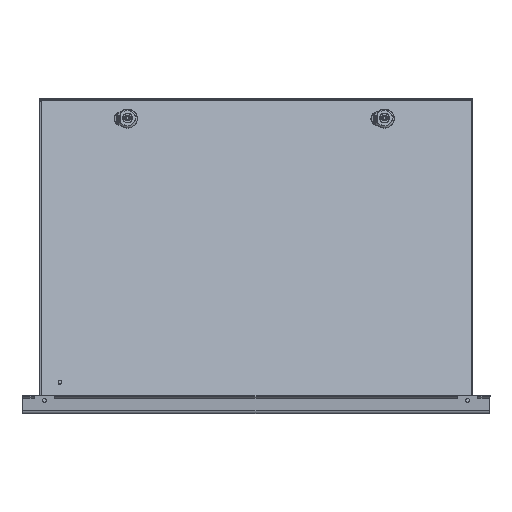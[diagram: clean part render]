
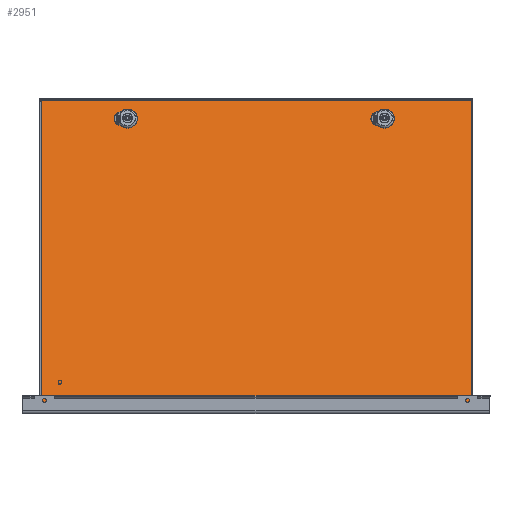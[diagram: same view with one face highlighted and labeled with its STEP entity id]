
A CAD part, left-side view. The second image highlights one B-rep face of the part: STEP entity #2951.
In plain terms, the highlighted face is planar.
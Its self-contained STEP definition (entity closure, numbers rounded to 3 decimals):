
#1926=B_SPLINE_CURVE_WITH_KNOTS('',1,(#23188,#23189),.UNSPECIFIED.,.F.,
 .F.,(2,2),(0.,1.),.UNSPECIFIED.);
#2282=PLANE('',#11897);
#2405=FACE_BOUND('',#4279,.T.);
#2406=FACE_BOUND('',#4280,.T.);
#2407=FACE_BOUND('',#4281,.T.);
#2951=ADVANCED_FACE('F36',(#2405,#2406,#2407),#2282,.T.);
#4279=EDGE_LOOP('',(#7285,#7286,#7287,#7288,#7289,#7290,#7291,#7292));
#4280=EDGE_LOOP('',(#7293,#7294,#7295,#7296,#7297,#7298,#7299,#7300));
#4281=EDGE_LOOP('',(#7301,#7302,#7303,#7304,#7305,#7306,#7307,#7308));
#4617=CIRCLE('',#11790,11.25);
#4619=CIRCLE('',#11794,11.25);
#4621=CIRCLE('',#11798,11.25);
#4623=CIRCLE('',#11802,11.25);
#4625=CIRCLE('',#11806,11.25);
#4627=CIRCLE('',#11810,11.25);
#4629=CIRCLE('',#11814,11.25);
#4631=CIRCLE('',#11818,11.25);
#7285=ORIENTED_EDGE('',*,*,#9578,.T.);
#7286=ORIENTED_EDGE('',*,*,#9575,.F.);
#7287=ORIENTED_EDGE('',*,*,#9572,.F.);
#7288=ORIENTED_EDGE('',*,*,#9509,.F.);
#7289=ORIENTED_EDGE('',*,*,#9458,.T.);
#7290=ORIENTED_EDGE('',*,*,#9579,.T.);
#7291=ORIENTED_EDGE('',*,*,#9580,.F.);
#7292=ORIENTED_EDGE('',*,*,#9581,.T.);
#7293=ORIENTED_EDGE('',*,*,#9456,.T.);
#7294=ORIENTED_EDGE('',*,*,#9453,.T.);
#7295=ORIENTED_EDGE('',*,*,#9450,.T.);
#7296=ORIENTED_EDGE('',*,*,#9447,.T.);
#7297=ORIENTED_EDGE('',*,*,#9444,.T.);
#7298=ORIENTED_EDGE('',*,*,#9441,.T.);
#7299=ORIENTED_EDGE('',*,*,#9438,.T.);
#7300=ORIENTED_EDGE('',*,*,#9435,.T.);
#7301=ORIENTED_EDGE('',*,*,#9432,.T.);
#7302=ORIENTED_EDGE('',*,*,#9429,.T.);
#7303=ORIENTED_EDGE('',*,*,#9426,.T.);
#7304=ORIENTED_EDGE('',*,*,#9423,.T.);
#7305=ORIENTED_EDGE('',*,*,#9420,.T.);
#7306=ORIENTED_EDGE('',*,*,#9417,.T.);
#7307=ORIENTED_EDGE('',*,*,#9414,.T.);
#7308=ORIENTED_EDGE('',*,*,#9411,.T.);
#8128=VERTEX_POINT('',#23092);
#8130=VERTEX_POINT('',#23095);
#8132=VERTEX_POINT('',#23101);
#8134=VERTEX_POINT('',#23107);
#8136=VERTEX_POINT('',#23113);
#8138=VERTEX_POINT('',#23119);
#8140=VERTEX_POINT('',#23125);
#8142=VERTEX_POINT('',#23131);
#8144=VERTEX_POINT('',#23140);
#8146=VERTEX_POINT('',#23143);
#8148=VERTEX_POINT('',#23149);
#8150=VERTEX_POINT('',#23155);
#8152=VERTEX_POINT('',#23161);
#8154=VERTEX_POINT('',#23167);
#8156=VERTEX_POINT('',#23173);
#8158=VERTEX_POINT('',#23179);
#8160=VERTEX_POINT('',#23190);
#8161=VERTEX_POINT('',#23191);
#8191=VERTEX_POINT('',#23342);
#8227=VERTEX_POINT('',#23472);
#8228=VERTEX_POINT('',#23478);
#8229=VERTEX_POINT('',#23482);
#8230=VERTEX_POINT('',#23486);
#8231=VERTEX_POINT('',#23488);
#9411=EDGE_CURVE('E180',#8130,#8128,#10183,.T.);
#9414=EDGE_CURVE('E179',#8132,#8130,#4617,.T.);
#9417=EDGE_CURVE('E178',#8134,#8132,#10187,.T.);
#9420=EDGE_CURVE('E177',#8136,#8134,#4619,.T.);
#9423=EDGE_CURVE('E176',#8138,#8136,#10191,.T.);
#9426=EDGE_CURVE('E175',#8140,#8138,#4621,.T.);
#9429=EDGE_CURVE('E174',#8142,#8140,#10195,.T.);
#9432=EDGE_CURVE('E173',#8128,#8142,#4623,.T.);
#9435=EDGE_CURVE('E172',#8146,#8144,#10199,.T.);
#9438=EDGE_CURVE('E171',#8148,#8146,#4625,.T.);
#9441=EDGE_CURVE('E170',#8150,#8148,#10203,.T.);
#9444=EDGE_CURVE('E169',#8152,#8150,#4627,.T.);
#9447=EDGE_CURVE('E168',#8154,#8152,#10207,.T.);
#9450=EDGE_CURVE('E167',#8156,#8154,#4629,.T.);
#9453=EDGE_CURVE('E166',#8158,#8156,#10211,.T.);
#9456=EDGE_CURVE('E165',#8144,#8158,#4631,.T.);
#9458=EDGE_CURVE('E162',#8160,#8161,#1926,.T.);
#9509=EDGE_CURVE('E106',#8160,#8191,#10238,.T.);
#9572=EDGE_CURVE('E116',#8191,#8227,#10286,.T.);
#9575=EDGE_CURVE('E102',#8227,#8228,#10288,.T.);
#9578=EDGE_CURVE('E161',#8229,#8228,#10290,.T.);
#9579=EDGE_CURVE('E163',#8161,#8230,#10291,.T.);
#9580=EDGE_CURVE('E124',#8231,#8230,#10292,.T.);
#9581=EDGE_CURVE('E164',#8231,#8229,#10293,.T.);
#10183=LINE('',#23094,#10881);
#10187=LINE('',#23106,#10885);
#10191=LINE('',#23118,#10889);
#10195=LINE('',#23130,#10893);
#10199=LINE('',#23142,#10897);
#10203=LINE('',#23154,#10901);
#10207=LINE('',#23166,#10905);
#10211=LINE('',#23178,#10909);
#10238=LINE('',#23345,#10936);
#10286=LINE('',#23471,#10984);
#10288=LINE('',#23477,#10986);
#10290=LINE('',#23483,#10988);
#10291=LINE('',#23485,#10989);
#10292=LINE('',#23487,#10990);
#10293=LINE('',#23489,#10991);
#10881=VECTOR('',#14058,1.);
#10885=VECTOR('',#14070,1.);
#10889=VECTOR('',#14082,1.);
#10893=VECTOR('',#14094,1.);
#10897=VECTOR('',#14106,1.);
#10901=VECTOR('',#14118,1.);
#10905=VECTOR('',#14130,1.);
#10909=VECTOR('',#14142,1.);
#10936=VECTOR('',#14239,1.);
#10984=VECTOR('',#14365,1.);
#10986=VECTOR('',#14373,1.);
#10988=VECTOR('',#14379,1.);
#10989=VECTOR('',#14382,1.);
#10990=VECTOR('',#14383,1.);
#10991=VECTOR('',#14384,1.);
#11790=AXIS2_PLACEMENT_3D('',#23100,#14063,#14064);
#11794=AXIS2_PLACEMENT_3D('',#23112,#14075,#14076);
#11798=AXIS2_PLACEMENT_3D('',#23124,#14087,#14088);
#11802=AXIS2_PLACEMENT_3D('',#23136,#14099,#14100);
#11806=AXIS2_PLACEMENT_3D('',#23148,#14111,#14112);
#11810=AXIS2_PLACEMENT_3D('',#23160,#14123,#14124);
#11814=AXIS2_PLACEMENT_3D('',#23172,#14135,#14136);
#11818=AXIS2_PLACEMENT_3D('',#23184,#14147,#14148);
#11897=AXIS2_PLACEMENT_3D('',#23490,#14385,#14386);
#14058=DIRECTION('',(-1.,0.,0.));
#14063=DIRECTION('',(0.,0.,-1.));
#14064=DIRECTION('',(-1.,0.,0.));
#14070=DIRECTION('',(0.,-1.,0.));
#14075=DIRECTION('',(0.,0.,-1.));
#14076=DIRECTION('',(-1.,0.,0.));
#14082=DIRECTION('',(1.,0.,0.));
#14087=DIRECTION('',(0.,0.,-1.));
#14088=DIRECTION('',(-1.,0.,0.));
#14094=DIRECTION('',(0.,1.,0.));
#14099=DIRECTION('',(0.,0.,-1.));
#14100=DIRECTION('',(-1.,0.,0.));
#14106=DIRECTION('',(0.,1.,0.));
#14111=DIRECTION('',(0.,0.,-1.));
#14112=DIRECTION('',(-1.,0.,0.));
#14118=DIRECTION('',(-1.,0.,0.));
#14123=DIRECTION('',(0.,0.,-1.));
#14124=DIRECTION('',(-1.,0.,0.));
#14130=DIRECTION('',(0.,-1.,0.));
#14135=DIRECTION('',(0.,0.,-1.));
#14136=DIRECTION('',(-1.,0.,0.));
#14142=DIRECTION('',(1.,0.,0.));
#14147=DIRECTION('',(0.,0.,-1.));
#14148=DIRECTION('',(-1.,0.,0.));
#14239=DIRECTION('',(0.,-1.,0.));
#14365=DIRECTION('',(-1.,0.,0.));
#14373=DIRECTION('',(0.,1.,0.));
#14379=DIRECTION('',(1.,0.,0.));
#14382=DIRECTION('',(0.,1.,0.));
#14383=DIRECTION('',(1.,0.,0.));
#14384=DIRECTION('',(0.,-1.,0.));
#14385=DIRECTION('',(0.,0.,1.));
#14386=DIRECTION('',(1.,0.,0.));
#23092=CARTESIAN_POINT('',(676.22,-929.528,-23.749));
#23094=CARTESIAN_POINT('',(681.225,-929.528,-23.749));
#23095=CARTESIAN_POINT('',(686.231,-929.528,-23.749));
#23100=CARTESIAN_POINT('',(681.225,-919.453,-23.749));
#23101=CARTESIAN_POINT('',(691.375,-924.305,-23.749));
#23106=CARTESIAN_POINT('',(691.375,-919.453,-23.749));
#23107=CARTESIAN_POINT('',(691.375,-914.601,-23.749));
#23112=CARTESIAN_POINT('',(681.225,-919.453,-23.749));
#23113=CARTESIAN_POINT('',(686.231,-909.378,-23.749));
#23118=CARTESIAN_POINT('',(681.225,-909.378,-23.749));
#23119=CARTESIAN_POINT('',(676.22,-909.378,-23.749));
#23124=CARTESIAN_POINT('',(681.225,-919.453,-23.749));
#23125=CARTESIAN_POINT('',(671.025,-914.707,-23.749));
#23130=CARTESIAN_POINT('',(671.025,-919.453,-23.749));
#23131=CARTESIAN_POINT('',(671.025,-924.199,-23.749));
#23136=CARTESIAN_POINT('',(681.225,-919.453,-23.749));
#23140=CARTESIAN_POINT('',(234.025,-914.707,-23.749));
#23142=CARTESIAN_POINT('',(234.025,-919.453,-23.749));
#23143=CARTESIAN_POINT('',(234.025,-924.199,-23.749));
#23148=CARTESIAN_POINT('',(244.225,-919.453,-23.749));
#23149=CARTESIAN_POINT('',(239.22,-929.528,-23.749));
#23154=CARTESIAN_POINT('',(244.225,-929.528,-23.749));
#23155=CARTESIAN_POINT('',(249.231,-929.528,-23.749));
#23160=CARTESIAN_POINT('',(244.225,-919.453,-23.749));
#23161=CARTESIAN_POINT('',(254.375,-924.305,-23.749));
#23166=CARTESIAN_POINT('',(254.375,-919.453,-23.749));
#23167=CARTESIAN_POINT('',(254.375,-914.601,-23.749));
#23172=CARTESIAN_POINT('',(244.225,-919.453,-23.749));
#23173=CARTESIAN_POINT('',(249.231,-909.378,-23.749));
#23178=CARTESIAN_POINT('',(244.225,-909.378,-23.749));
#23179=CARTESIAN_POINT('',(239.22,-909.378,-23.749));
#23184=CARTESIAN_POINT('',(244.225,-919.453,-23.749));
#23188=CARTESIAN_POINT('',(828.425,-888.456,-23.749));
#23189=CARTESIAN_POINT('',(830.025,-888.456,-23.749));
#23190=CARTESIAN_POINT('',(828.425,-888.456,-23.749));
#23191=CARTESIAN_POINT('',(830.025,-888.456,-23.749));
#23342=CARTESIAN_POINT('',(828.425,-1425.653,-23.749));
#23345=CARTESIAN_POINT('',(828.425,-1257.054,-23.749));
#23471=CARTESIAN_POINT('',(830.025,-1425.653,-23.749));
#23472=CARTESIAN_POINT('',(97.025,-1425.653,-23.749));
#23477=CARTESIAN_POINT('',(97.025,-1257.053,-23.749));
#23478=CARTESIAN_POINT('',(97.025,-888.453,-23.749));
#23482=CARTESIAN_POINT('',(95.425,-888.453,-23.749));
#23483=CARTESIAN_POINT('',(96.225,-888.453,-23.749));
#23485=CARTESIAN_POINT('',(830.026,-1086.253,-23.749));
#23486=CARTESIAN_POINT('',(830.026,-886.253,-23.749));
#23487=CARTESIAN_POINT('',(831.226,-886.253,-23.749));
#23488=CARTESIAN_POINT('',(95.425,-886.253,-23.749));
#23489=CARTESIAN_POINT('',(95.425,-887.353,-23.749));
#23490=CARTESIAN_POINT('',(830.025,-1086.253,-23.749));
